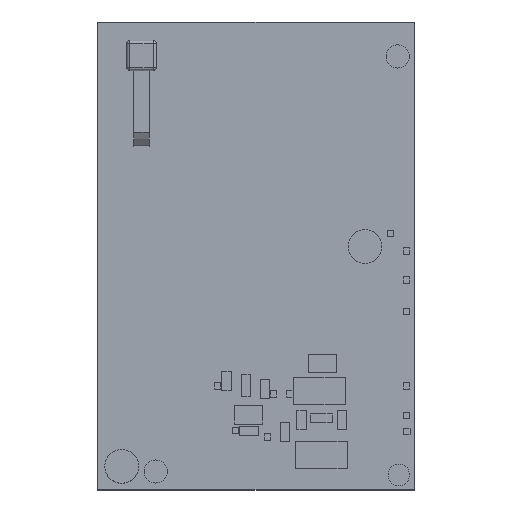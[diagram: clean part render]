
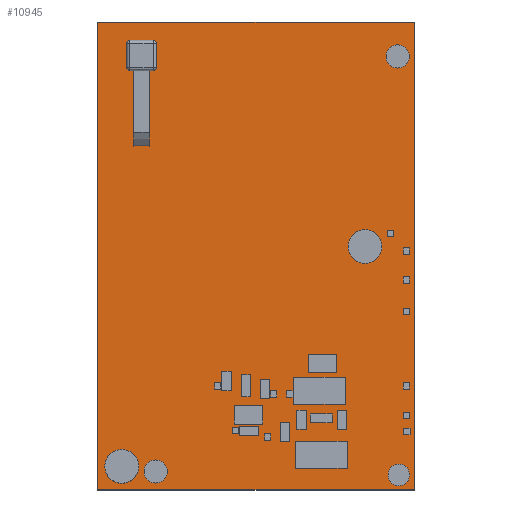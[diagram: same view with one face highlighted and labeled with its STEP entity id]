
A CAD part, top view. The second image highlights one B-rep face of the part: STEP entity #10945.
In plain terms, the highlighted planar face has unit normal (0, 0, 1).
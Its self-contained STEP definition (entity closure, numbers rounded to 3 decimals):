
#116 = EDGE_CURVE ( 'NONE', #3113, #332, #11713, .T. ) ;
#332 = VERTEX_POINT ( 'NONE', #8960 ) ;
#471 = DIRECTION ( 'NONE',  ( -1., 0., 0. ) ) ;
#508 = VERTEX_POINT ( 'NONE', #8517 ) ;
#1176 = VERTEX_POINT ( 'NONE', #4474 ) ;
#1462 = DIRECTION ( 'NONE',  ( 1., 0., 0. ) ) ;
#1607 = EDGE_CURVE ( 'NONE', #332, #1176, #8937, .T. ) ;
#1663 = CARTESIAN_POINT ( 'NONE',  ( 499.56, 547.4, 1.6 ) ) ;
#2592 = AXIS2_PLACEMENT_3D ( 'NONE', #12112, #4692, #13382 ) ;
#2650 = ORIENTED_EDGE ( 'NONE', *, *, #8497, .T. ) ;
#3113 = VERTEX_POINT ( 'NONE', #6425 ) ;
#3221 = DIRECTION ( 'NONE',  ( 0., -1., 0. ) ) ;
#3885 = FACE_OUTER_BOUND ( 'NONE', #12788, .T. ) ;
#3940 = CARTESIAN_POINT ( 'NONE',  ( 448.16, 471.4, 1.6 ) ) ;
#4474 = CARTESIAN_POINT ( 'NONE',  ( 448.16, 547.4, 1.6 ) ) ;
#4692 = DIRECTION ( 'NONE',  ( 0., 0., 1. ) ) ;
#4757 = VECTOR ( 'NONE', #1462, 1000. ) ;
#5400 = DIRECTION ( 'NONE',  ( 0., 1., 0. ) ) ;
#6425 = CARTESIAN_POINT ( 'NONE',  ( 499.56, 471.4, 1.6 ) ) ;
#6815 = VECTOR ( 'NONE', #3221, 1000. ) ;
#7137 = PLANE ( 'NONE',  #2592 ) ;
#7178 = LINE ( 'NONE', #8188, #6815 ) ;
#8063 = LINE ( 'NONE', #3940, #4757 ) ;
#8188 = CARTESIAN_POINT ( 'NONE',  ( 448.16, 547.4, 1.6 ) ) ;
#8212 = CARTESIAN_POINT ( 'NONE',  ( 499.56, 471.4, 1.6 ) ) ;
#8397 = VECTOR ( 'NONE', #5400, 1000. ) ;
#8440 = ORIENTED_EDGE ( 'NONE', *, *, #12593, .T. ) ;
#8497 = EDGE_CURVE ( 'NONE', #508, #3113, #8063, .T. ) ;
#8517 = CARTESIAN_POINT ( 'NONE',  ( 448.16, 471.4, 1.6 ) ) ;
#8937 = LINE ( 'NONE', #1663, #11834 ) ;
#8960 = CARTESIAN_POINT ( 'NONE',  ( 499.56, 547.4, 1.6 ) ) ;
#10945 = ADVANCED_FACE ( 'NONE', ( #3885 ), #7137, .T. ) ;
#11713 = LINE ( 'NONE', #8212, #8397 ) ;
#11834 = VECTOR ( 'NONE', #471, 1000. ) ;
#12112 = CARTESIAN_POINT ( 'NONE',  ( 0., 0., 1.6 ) ) ;
#12593 = EDGE_CURVE ( 'NONE', #1176, #508, #7178, .T. ) ;
#12788 = EDGE_LOOP ( 'NONE', ( #8440, #2650, #15814, #15220 ) ) ;
#13382 = DIRECTION ( 'NONE',  ( 1., 0., 0. ) ) ;
#15220 = ORIENTED_EDGE ( 'NONE', *, *, #1607, .T. ) ;
#15814 = ORIENTED_EDGE ( 'NONE', *, *, #116, .T. ) ;
